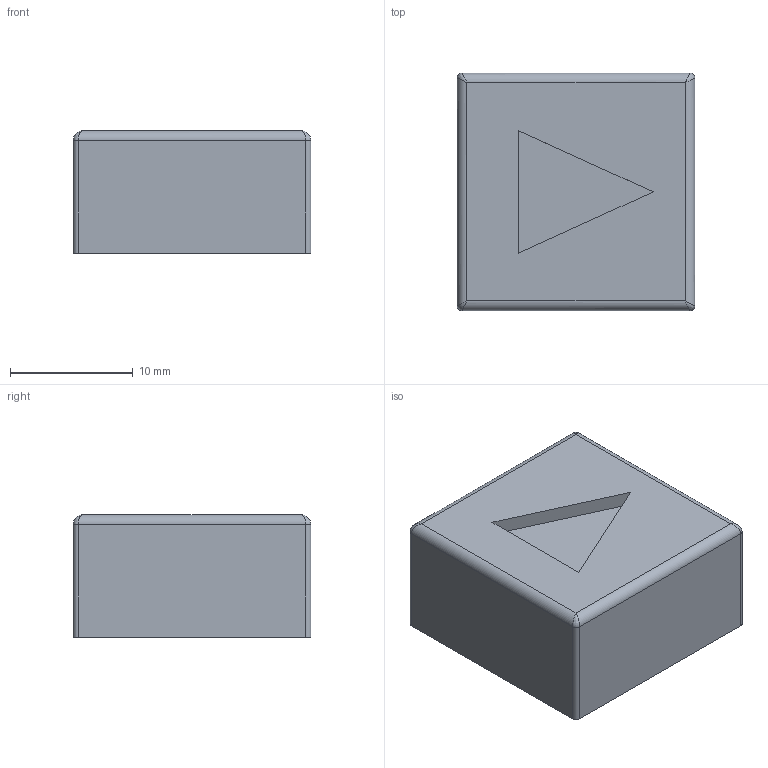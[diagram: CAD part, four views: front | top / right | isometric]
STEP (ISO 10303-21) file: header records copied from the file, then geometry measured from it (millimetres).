
FILE_DESCRIPTION(/* description */ (''),/* implementation_level */ '2;1');
FILE_NAME(/* name */ 'Play Button.stp',/* time_stamp */ '2024-02-08T17:52:41-06:00',/* author */ (''),/* organization */ (''),/* preprocessor_version */ 'ST-DEVELOPER v20',/* originating_system */ 'Autodesk Translation Framework v12.14.0.127',/* authorisation */ '');
FILE_SCHEMA (('AUTOMOTIVE_DESIGN { 1 0 10303 214 3 1 1 }'));
Length unit declared in the file: millimetre
Products named in the file (1): Button Cap
Bounding box: 19.4 x 19.4 x 10 mm (x, y, z)
Volume: 2230.3 mm3; surface area: 2259.9 mm2
Topology: 1 solids, 1 shells, 73 faces, 184 edges, 112 vertices
Faces by surface type: plane 56, cylinder 13, bspline 4
Full cylindrical faces by diameter (mm): 6 x1
Entity records: 2247 total; most frequent: CARTESIAN_POINT 462, ORIENTED_EDGE 360, DIRECTION 354, EDGE_CURVE 180, LINE 146, VECTOR 146, VERTEX_POINT 112, AXIS2_PLACEMENT_3D 104
